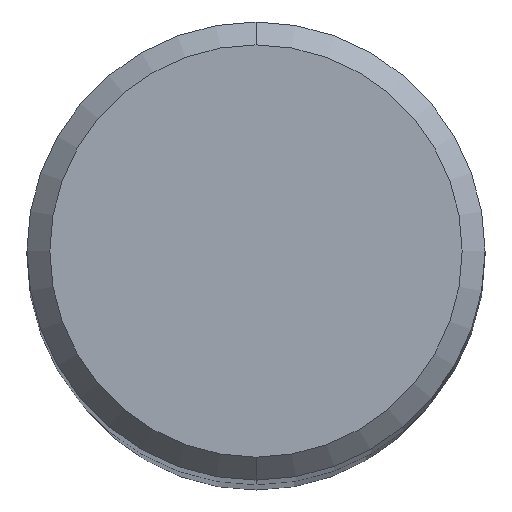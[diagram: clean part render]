
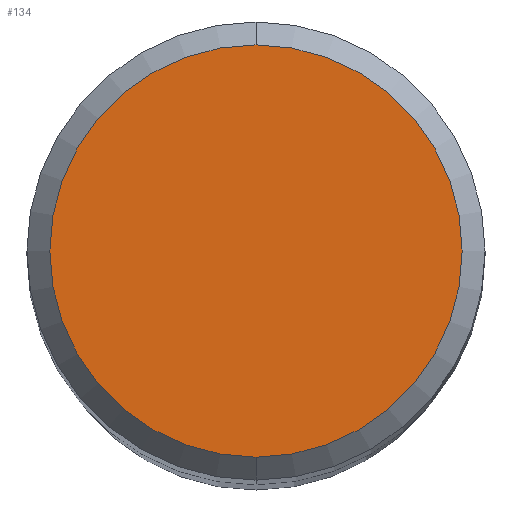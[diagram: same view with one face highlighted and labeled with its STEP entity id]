
A CAD part, top view. The second image highlights one B-rep face of the part: STEP entity #134.
In plain terms, the highlighted planar face has unit normal (0, 0, 1).
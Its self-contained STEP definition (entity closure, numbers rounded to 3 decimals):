
#100=VERTEX_POINT('',#247);
#134=ADVANCED_FACE('',(#285),#286,.T.);
#144=EDGE_CURVE('',#220,#100,#296,.T.);
#174=EDGE_CURVE('',#100,#220,#328,.T.);
#220=VERTEX_POINT('',#382);
#247=CARTESIAN_POINT('',(0.,-4.5,0.0));
#285=FACE_OUTER_BOUND('',#450,.T.);
#286=PLANE('',#451);
#296=CIRCLE('',#463,4.5);
#328=CIRCLE('',#503,4.5);
#382=CARTESIAN_POINT('',(0.0,4.5,0.0));
#450=EDGE_LOOP('',(#639,#640));
#451=AXIS2_PLACEMENT_3D('',#641,#642,#643);
#463=AXIS2_PLACEMENT_3D('',#647,#648,#649);
#503=AXIS2_PLACEMENT_3D('',#686,#687,#688);
#639=ORIENTED_EDGE('',*,*,#144,.F.);
#640=ORIENTED_EDGE('',*,*,#174,.F.);
#641=CARTESIAN_POINT('',(0.0,2.25,0.0));
#642=DIRECTION('',(-0.0,0.0,1.0));
#643=DIRECTION('',(0.0,-1.0,0.0));
#647=CARTESIAN_POINT('',(0.0,0.0,0.0));
#648=DIRECTION('',(0.0,0.0,-1.0));
#649=DIRECTION('',(0.0,1.0,0.0));
#686=CARTESIAN_POINT('',(0.0,0.0,0.0));
#687=DIRECTION('',(0.0,0.0,-1.0));
#688=DIRECTION('',(0.0,1.0,0.0));
